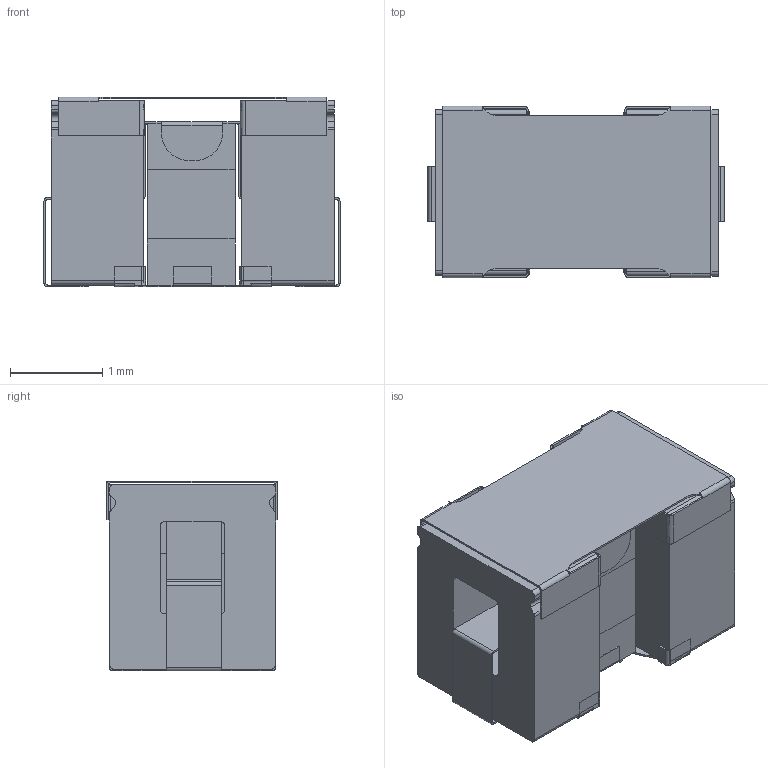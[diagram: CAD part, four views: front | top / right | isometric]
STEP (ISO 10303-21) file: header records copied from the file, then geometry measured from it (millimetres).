
FILE_DESCRIPTION((''),'2;1');
FILE_NAME('CAPC_TDK_ACH32C.stp','2014-12-10T14:00:26',(''),(''),'Mechanical Desktop 2011','Mechanical Desktop 2011',', , ');
FILE_SCHEMA(('AUTOMOTIVE_DESIGN { 1 2 10303 214 1 1 1 1 }'));
Length unit declared in the file: millimetre
Products named in the file (1): Product
Bounding box: 3.21 x 1.86 x 2.06 mm (x, y, z)
Volume: 7.6 mm3; surface area: 74.9 mm2
Topology: 8 solids, 8 shells, 382 faces, 1050 edges, 684 vertices
Faces by surface type: plane 266, cylinder 116
Entity records: 12102 total; most frequent: CARTESIAN_POINT 2117, ORIENTED_EDGE 2100, DIRECTION 2048, EDGE_CURVE 1050, VECTOR 818, LINE 818, VERTEX_POINT 684, AXIS2_PLACEMENT_3D 615
